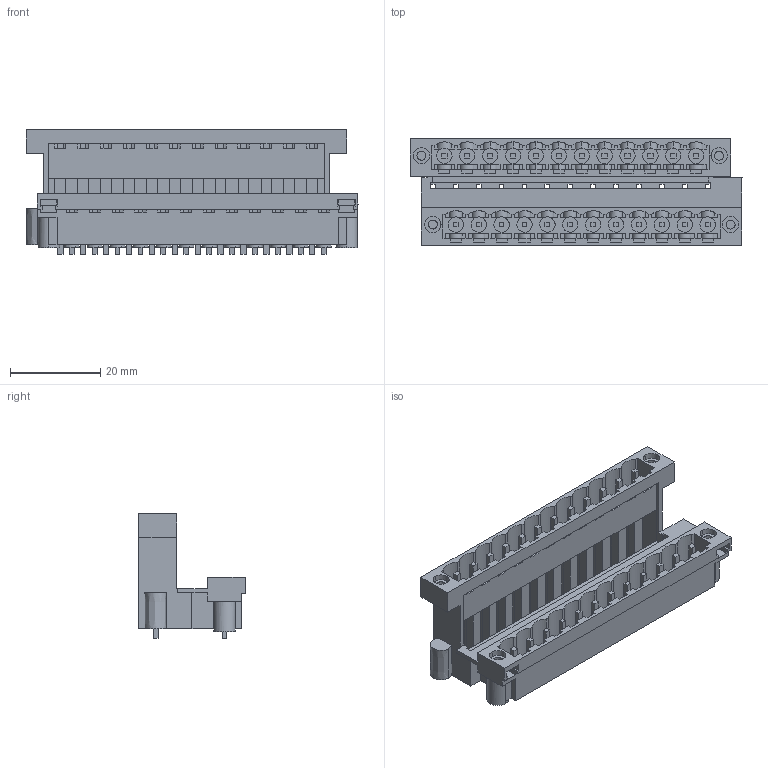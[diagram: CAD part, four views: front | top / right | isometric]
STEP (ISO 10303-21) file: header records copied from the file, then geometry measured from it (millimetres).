
FILE_DESCRIPTION(('CATIA V5 STEP Exchange','CAx-IF Rec.Pracs.--- Model Styling and Organization---1.2---2011-12-15'),'2;1');
FILE_NAME ('D1456906_0_1828990000_1828990000.stp','2018-04-19T11:40:51+00:00',('none'),('Weidmueller'),'CATIA Version 5-6 Release 2014','CATIA V5 STEP AP214','none');
FILE_SCHEMA(('AUTOMOTIVE_DESIGN { 1 0 10303 214 1 1 1 1 }'));
Length unit declared in the file: millimetre
Products named in the file (1): 1828990000
Bounding box: 73.66 x 23.67 x 27.66 mm (x, y, z)
Volume: 10495.7 mm3; surface area: 20047 mm2
Topology: 29 solids, 41 shells, 1213 faces, 3916 edges, 2744 vertices
Faces by surface type: plane 995, cylinder 214, extrusion 4
Entity records: 41135 total; most frequent: CARTESIAN_POINT 8840, ORIENTED_EDGE 7832, DIRECTION 4949, EDGE_CURVE 3916, VECTOR 3170, LINE 3166, VERTEX_POINT 2744, EDGE_LOOP 1312
